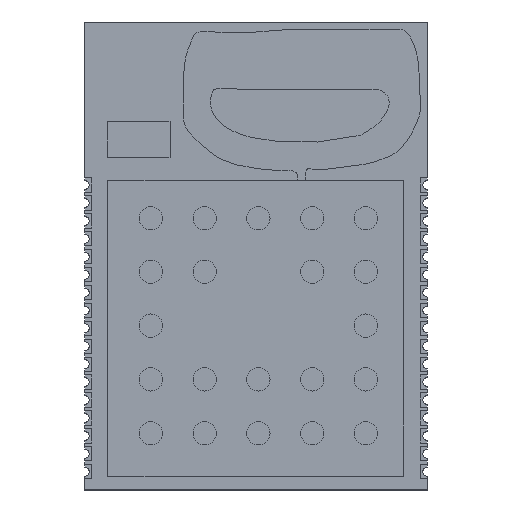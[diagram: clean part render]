
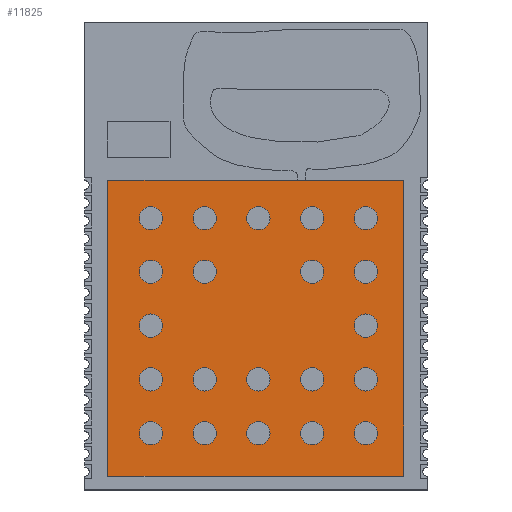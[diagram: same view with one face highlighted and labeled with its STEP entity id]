
A CAD part, top view. The second image highlights one B-rep face of the part: STEP entity #11825.
In plain terms, the highlighted planar face has unit normal (0, 0, 1).
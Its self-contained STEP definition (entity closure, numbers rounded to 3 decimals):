
#11468 = VERTEX_POINT('',#11469);
#11469 = CARTESIAN_POINT('',(8.235,-8.25,3.2));
#11475 = EDGE_CURVE('',#11468,#11476,#11478,.T.);
#11476 = VERTEX_POINT('',#11477);
#11477 = CARTESIAN_POINT('',(-8.265,-8.25,3.2));
#11478 = LINE('',#11479,#11480);
#11479 = CARTESIAN_POINT('',(8.235,-8.25,3.2));
#11480 = VECTOR('',#11481,1.);
#11481 = DIRECTION('',(-1.,0.,0.));
#11499 = EDGE_CURVE('',#11476,#11500,#11502,.T.);
#11500 = VERTEX_POINT('',#11501);
#11501 = CARTESIAN_POINT('',(-8.265,8.25,3.2));
#11502 = LINE('',#11503,#11504);
#11503 = CARTESIAN_POINT('',(-8.265,-8.25,3.2));
#11504 = VECTOR('',#11505,1.);
#11505 = DIRECTION('',(0.,1.,0.));
#11524 = EDGE_CURVE('',#11500,#11525,#11527,.T.);
#11525 = VERTEX_POINT('',#11526);
#11526 = CARTESIAN_POINT('',(8.235,8.25,3.2));
#11527 = LINE('',#11528,#11529);
#11528 = CARTESIAN_POINT('',(-8.265,8.25,3.2));
#11529 = VECTOR('',#11530,1.);
#11530 = DIRECTION('',(1.,0.,0.));
#11813 = EDGE_CURVE('',#11525,#11468,#11814,.T.);
#11814 = LINE('',#11815,#11816);
#11815 = CARTESIAN_POINT('',(8.235,8.25,3.2));
#11816 = VECTOR('',#11817,1.);
#11817 = DIRECTION('',(0.,-1.,0.));
#11825 = ADVANCED_FACE('',(#11826,#11832,#11843,#11854,#11865,#11876,
    #11887,#11898,#11909,#11920,#11931,#11942,#11953,#11964,#11975,
    #11986,#11997,#12008,#12019,#12030,#12041,#12052),#12063,.F.);
#11826 = FACE_BOUND('',#11827,.F.);
#11827 = EDGE_LOOP('',(#11828,#11829,#11830,#11831));
#11828 = ORIENTED_EDGE('',*,*,#11499,.T.);
#11829 = ORIENTED_EDGE('',*,*,#11524,.T.);
#11830 = ORIENTED_EDGE('',*,*,#11813,.T.);
#11831 = ORIENTED_EDGE('',*,*,#11475,.T.);
#11832 = FACE_BOUND('',#11833,.F.);
#11833 = EDGE_LOOP('',(#11834));
#11834 = ORIENTED_EDGE('',*,*,#11835,.T.);
#11835 = EDGE_CURVE('',#11836,#11836,#11838,.T.);
#11836 = VERTEX_POINT('',#11837);
#11837 = CARTESIAN_POINT('',(-5.865,-5.2,3.2));
#11838 = CIRCLE('',#11839,0.65);
#11839 = AXIS2_PLACEMENT_3D('',#11840,#11841,#11842);
#11840 = CARTESIAN_POINT('',(-5.865,-5.85,3.2));
#11841 = DIRECTION('',(0.,-0.,1.));
#11842 = DIRECTION('',(0.,1.,0.));
#11843 = FACE_BOUND('',#11844,.F.);
#11844 = EDGE_LOOP('',(#11845));
#11845 = ORIENTED_EDGE('',*,*,#11846,.T.);
#11846 = EDGE_CURVE('',#11847,#11847,#11849,.T.);
#11847 = VERTEX_POINT('',#11848);
#11848 = CARTESIAN_POINT('',(-5.865,-2.2,3.2));
#11849 = CIRCLE('',#11850,0.65);
#11850 = AXIS2_PLACEMENT_3D('',#11851,#11852,#11853);
#11851 = CARTESIAN_POINT('',(-5.865,-2.85,3.2));
#11852 = DIRECTION('',(0.,-0.,1.));
#11853 = DIRECTION('',(0.,1.,0.));
#11854 = FACE_BOUND('',#11855,.F.);
#11855 = EDGE_LOOP('',(#11856));
#11856 = ORIENTED_EDGE('',*,*,#11857,.T.);
#11857 = EDGE_CURVE('',#11858,#11858,#11860,.T.);
#11858 = VERTEX_POINT('',#11859);
#11859 = CARTESIAN_POINT('',(6.135,-2.2,3.2));
#11860 = CIRCLE('',#11861,0.65);
#11861 = AXIS2_PLACEMENT_3D('',#11862,#11863,#11864);
#11862 = CARTESIAN_POINT('',(6.135,-2.85,3.2));
#11863 = DIRECTION('',(0.,-0.,1.));
#11864 = DIRECTION('',(0.,1.,0.));
#11865 = FACE_BOUND('',#11866,.F.);
#11866 = EDGE_LOOP('',(#11867));
#11867 = ORIENTED_EDGE('',*,*,#11868,.T.);
#11868 = EDGE_CURVE('',#11869,#11869,#11871,.T.);
#11869 = VERTEX_POINT('',#11870);
#11870 = CARTESIAN_POINT('',(6.135,-5.2,3.2));
#11871 = CIRCLE('',#11872,0.65);
#11872 = AXIS2_PLACEMENT_3D('',#11873,#11874,#11875);
#11873 = CARTESIAN_POINT('',(6.135,-5.85,3.2));
#11874 = DIRECTION('',(0.,-0.,1.));
#11875 = DIRECTION('',(0.,1.,0.));
#11876 = FACE_BOUND('',#11877,.F.);
#11877 = EDGE_LOOP('',(#11878));
#11878 = ORIENTED_EDGE('',*,*,#11879,.T.);
#11879 = EDGE_CURVE('',#11880,#11880,#11882,.T.);
#11880 = VERTEX_POINT('',#11881);
#11881 = CARTESIAN_POINT('',(6.135,0.8,3.2));
#11882 = CIRCLE('',#11883,0.65);
#11883 = AXIS2_PLACEMENT_3D('',#11884,#11885,#11886);
#11884 = CARTESIAN_POINT('',(6.135,0.15,3.2));
#11885 = DIRECTION('',(0.,-0.,1.));
#11886 = DIRECTION('',(0.,1.,0.));
#11887 = FACE_BOUND('',#11888,.F.);
#11888 = EDGE_LOOP('',(#11889));
#11889 = ORIENTED_EDGE('',*,*,#11890,.T.);
#11890 = EDGE_CURVE('',#11891,#11891,#11893,.T.);
#11891 = VERTEX_POINT('',#11892);
#11892 = CARTESIAN_POINT('',(-5.865,0.8,3.2));
#11893 = CIRCLE('',#11894,0.65);
#11894 = AXIS2_PLACEMENT_3D('',#11895,#11896,#11897);
#11895 = CARTESIAN_POINT('',(-5.865,0.15,3.2));
#11896 = DIRECTION('',(0.,-0.,1.));
#11897 = DIRECTION('',(0.,1.,0.));
#11898 = FACE_BOUND('',#11899,.F.);
#11899 = EDGE_LOOP('',(#11900));
#11900 = ORIENTED_EDGE('',*,*,#11901,.T.);
#11901 = EDGE_CURVE('',#11902,#11902,#11904,.T.);
#11902 = VERTEX_POINT('',#11903);
#11903 = CARTESIAN_POINT('',(-5.865,3.8,3.2));
#11904 = CIRCLE('',#11905,0.65);
#11905 = AXIS2_PLACEMENT_3D('',#11906,#11907,#11908);
#11906 = CARTESIAN_POINT('',(-5.865,3.15,3.2));
#11907 = DIRECTION('',(0.,-0.,1.));
#11908 = DIRECTION('',(0.,1.,0.));
#11909 = FACE_BOUND('',#11910,.F.);
#11910 = EDGE_LOOP('',(#11911));
#11911 = ORIENTED_EDGE('',*,*,#11912,.T.);
#11912 = EDGE_CURVE('',#11913,#11913,#11915,.T.);
#11913 = VERTEX_POINT('',#11914);
#11914 = CARTESIAN_POINT('',(0.135,-5.2,3.2));
#11915 = CIRCLE('',#11916,0.65);
#11916 = AXIS2_PLACEMENT_3D('',#11917,#11918,#11919);
#11917 = CARTESIAN_POINT('',(0.135,-5.85,3.2));
#11918 = DIRECTION('',(0.,-0.,1.));
#11919 = DIRECTION('',(0.,1.,0.));
#11920 = FACE_BOUND('',#11921,.F.);
#11921 = EDGE_LOOP('',(#11922));
#11922 = ORIENTED_EDGE('',*,*,#11923,.T.);
#11923 = EDGE_CURVE('',#11924,#11924,#11926,.T.);
#11924 = VERTEX_POINT('',#11925);
#11925 = CARTESIAN_POINT('',(6.135,3.8,3.2));
#11926 = CIRCLE('',#11927,0.65);
#11927 = AXIS2_PLACEMENT_3D('',#11928,#11929,#11930);
#11928 = CARTESIAN_POINT('',(6.135,3.15,3.2));
#11929 = DIRECTION('',(0.,-0.,1.));
#11930 = DIRECTION('',(0.,1.,0.));
#11931 = FACE_BOUND('',#11932,.F.);
#11932 = EDGE_LOOP('',(#11933));
#11933 = ORIENTED_EDGE('',*,*,#11934,.T.);
#11934 = EDGE_CURVE('',#11935,#11935,#11937,.T.);
#11935 = VERTEX_POINT('',#11936);
#11936 = CARTESIAN_POINT('',(0.135,-2.2,3.2));
#11937 = CIRCLE('',#11938,0.65);
#11938 = AXIS2_PLACEMENT_3D('',#11939,#11940,#11941);
#11939 = CARTESIAN_POINT('',(0.135,-2.85,3.2));
#11940 = DIRECTION('',(0.,-0.,1.));
#11941 = DIRECTION('',(0.,1.,0.));
#11942 = FACE_BOUND('',#11943,.F.);
#11943 = EDGE_LOOP('',(#11944));
#11944 = ORIENTED_EDGE('',*,*,#11945,.T.);
#11945 = EDGE_CURVE('',#11946,#11946,#11948,.T.);
#11946 = VERTEX_POINT('',#11947);
#11947 = CARTESIAN_POINT('',(3.135,-5.2,3.2));
#11948 = CIRCLE('',#11949,0.65);
#11949 = AXIS2_PLACEMENT_3D('',#11950,#11951,#11952);
#11950 = CARTESIAN_POINT('',(3.135,-5.85,3.2));
#11951 = DIRECTION('',(0.,-0.,1.));
#11952 = DIRECTION('',(0.,1.,0.));
#11953 = FACE_BOUND('',#11954,.F.);
#11954 = EDGE_LOOP('',(#11955));
#11955 = ORIENTED_EDGE('',*,*,#11956,.T.);
#11956 = EDGE_CURVE('',#11957,#11957,#11959,.T.);
#11957 = VERTEX_POINT('',#11958);
#11958 = CARTESIAN_POINT('',(3.135,-2.2,3.2));
#11959 = CIRCLE('',#11960,0.65);
#11960 = AXIS2_PLACEMENT_3D('',#11961,#11962,#11963);
#11961 = CARTESIAN_POINT('',(3.135,-2.85,3.2));
#11962 = DIRECTION('',(0.,-0.,1.));
#11963 = DIRECTION('',(0.,1.,0.));
#11964 = FACE_BOUND('',#11965,.F.);
#11965 = EDGE_LOOP('',(#11966));
#11966 = ORIENTED_EDGE('',*,*,#11967,.T.);
#11967 = EDGE_CURVE('',#11968,#11968,#11970,.T.);
#11968 = VERTEX_POINT('',#11969);
#11969 = CARTESIAN_POINT('',(-2.865,-2.2,3.2));
#11970 = CIRCLE('',#11971,0.65);
#11971 = AXIS2_PLACEMENT_3D('',#11972,#11973,#11974);
#11972 = CARTESIAN_POINT('',(-2.865,-2.85,3.2));
#11973 = DIRECTION('',(0.,-0.,1.));
#11974 = DIRECTION('',(0.,1.,0.));
#11975 = FACE_BOUND('',#11976,.F.);
#11976 = EDGE_LOOP('',(#11977));
#11977 = ORIENTED_EDGE('',*,*,#11978,.T.);
#11978 = EDGE_CURVE('',#11979,#11979,#11981,.T.);
#11979 = VERTEX_POINT('',#11980);
#11980 = CARTESIAN_POINT('',(-2.865,-5.2,3.2));
#11981 = CIRCLE('',#11982,0.65);
#11982 = AXIS2_PLACEMENT_3D('',#11983,#11984,#11985);
#11983 = CARTESIAN_POINT('',(-2.865,-5.85,3.2));
#11984 = DIRECTION('',(0.,-0.,1.));
#11985 = DIRECTION('',(0.,1.,0.));
#11986 = FACE_BOUND('',#11987,.F.);
#11987 = EDGE_LOOP('',(#11988));
#11988 = ORIENTED_EDGE('',*,*,#11989,.T.);
#11989 = EDGE_CURVE('',#11990,#11990,#11992,.T.);
#11990 = VERTEX_POINT('',#11991);
#11991 = CARTESIAN_POINT('',(-5.865,6.8,3.2));
#11992 = CIRCLE('',#11993,0.65);
#11993 = AXIS2_PLACEMENT_3D('',#11994,#11995,#11996);
#11994 = CARTESIAN_POINT('',(-5.865,6.15,3.2));
#11995 = DIRECTION('',(0.,-0.,1.));
#11996 = DIRECTION('',(0.,1.,0.));
#11997 = FACE_BOUND('',#11998,.F.);
#11998 = EDGE_LOOP('',(#11999));
#11999 = ORIENTED_EDGE('',*,*,#12000,.T.);
#12000 = EDGE_CURVE('',#12001,#12001,#12003,.T.);
#12001 = VERTEX_POINT('',#12002);
#12002 = CARTESIAN_POINT('',(6.135,6.8,3.2));
#12003 = CIRCLE('',#12004,0.65);
#12004 = AXIS2_PLACEMENT_3D('',#12005,#12006,#12007);
#12005 = CARTESIAN_POINT('',(6.135,6.15,3.2));
#12006 = DIRECTION('',(0.,-0.,1.));
#12007 = DIRECTION('',(0.,1.,0.));
#12008 = FACE_BOUND('',#12009,.F.);
#12009 = EDGE_LOOP('',(#12010));
#12010 = ORIENTED_EDGE('',*,*,#12011,.T.);
#12011 = EDGE_CURVE('',#12012,#12012,#12014,.T.);
#12012 = VERTEX_POINT('',#12013);
#12013 = CARTESIAN_POINT('',(0.135,6.8,3.2));
#12014 = CIRCLE('',#12015,0.65);
#12015 = AXIS2_PLACEMENT_3D('',#12016,#12017,#12018);
#12016 = CARTESIAN_POINT('',(0.135,6.15,3.2));
#12017 = DIRECTION('',(0.,-0.,1.));
#12018 = DIRECTION('',(0.,1.,0.));
#12019 = FACE_BOUND('',#12020,.F.);
#12020 = EDGE_LOOP('',(#12021));
#12021 = ORIENTED_EDGE('',*,*,#12022,.T.);
#12022 = EDGE_CURVE('',#12023,#12023,#12025,.T.);
#12023 = VERTEX_POINT('',#12024);
#12024 = CARTESIAN_POINT('',(-2.865,3.8,3.2));
#12025 = CIRCLE('',#12026,0.65);
#12026 = AXIS2_PLACEMENT_3D('',#12027,#12028,#12029);
#12027 = CARTESIAN_POINT('',(-2.865,3.15,3.2));
#12028 = DIRECTION('',(0.,-0.,1.));
#12029 = DIRECTION('',(0.,1.,0.));
#12030 = FACE_BOUND('',#12031,.F.);
#12031 = EDGE_LOOP('',(#12032));
#12032 = ORIENTED_EDGE('',*,*,#12033,.T.);
#12033 = EDGE_CURVE('',#12034,#12034,#12036,.T.);
#12034 = VERTEX_POINT('',#12035);
#12035 = CARTESIAN_POINT('',(3.135,3.8,3.2));
#12036 = CIRCLE('',#12037,0.65);
#12037 = AXIS2_PLACEMENT_3D('',#12038,#12039,#12040);
#12038 = CARTESIAN_POINT('',(3.135,3.15,3.2));
#12039 = DIRECTION('',(0.,-0.,1.));
#12040 = DIRECTION('',(0.,1.,0.));
#12041 = FACE_BOUND('',#12042,.F.);
#12042 = EDGE_LOOP('',(#12043));
#12043 = ORIENTED_EDGE('',*,*,#12044,.T.);
#12044 = EDGE_CURVE('',#12045,#12045,#12047,.T.);
#12045 = VERTEX_POINT('',#12046);
#12046 = CARTESIAN_POINT('',(-2.865,6.8,3.2));
#12047 = CIRCLE('',#12048,0.65);
#12048 = AXIS2_PLACEMENT_3D('',#12049,#12050,#12051);
#12049 = CARTESIAN_POINT('',(-2.865,6.15,3.2));
#12050 = DIRECTION('',(0.,-0.,1.));
#12051 = DIRECTION('',(0.,1.,0.));
#12052 = FACE_BOUND('',#12053,.F.);
#12053 = EDGE_LOOP('',(#12054));
#12054 = ORIENTED_EDGE('',*,*,#12055,.T.);
#12055 = EDGE_CURVE('',#12056,#12056,#12058,.T.);
#12056 = VERTEX_POINT('',#12057);
#12057 = CARTESIAN_POINT('',(3.135,6.8,3.2));
#12058 = CIRCLE('',#12059,0.65);
#12059 = AXIS2_PLACEMENT_3D('',#12060,#12061,#12062);
#12060 = CARTESIAN_POINT('',(3.135,6.15,3.2));
#12061 = DIRECTION('',(0.,-0.,1.));
#12062 = DIRECTION('',(0.,1.,0.));
#12063 = PLANE('',#12064);
#12064 = AXIS2_PLACEMENT_3D('',#12065,#12066,#12067);
#12065 = CARTESIAN_POINT('',(-0.015,0.,3.2));
#12066 = DIRECTION('',(0.,-0.,-1.));
#12067 = DIRECTION('',(0.,-1.,0.));
